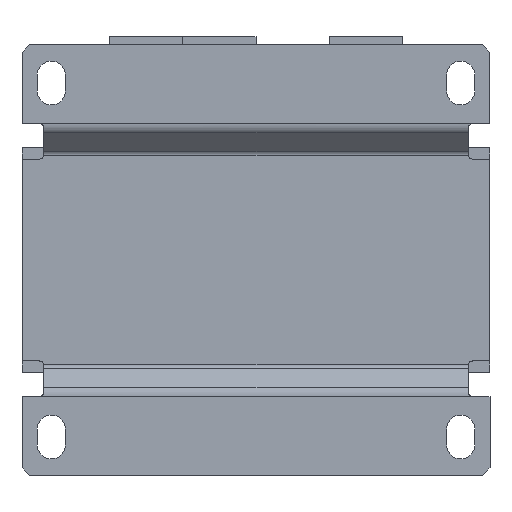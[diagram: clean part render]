
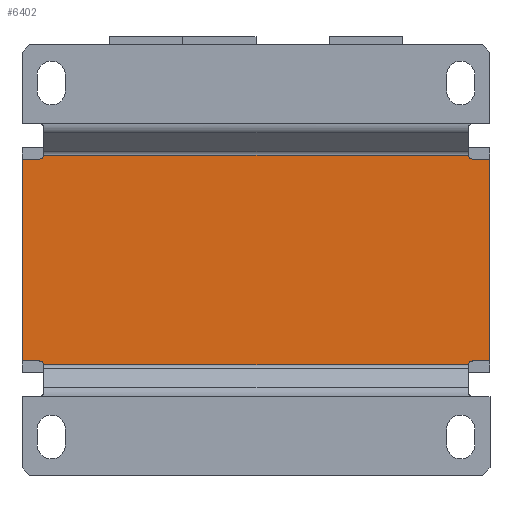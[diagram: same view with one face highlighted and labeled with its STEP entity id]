
A CAD part, front view. The second image highlights one B-rep face of the part: STEP entity #6402.
In plain terms, the highlighted planar face has unit normal (0, -1, 0).
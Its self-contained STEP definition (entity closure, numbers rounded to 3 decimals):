
#40 = CARTESIAN_POINT ( 'NONE',  ( 44.5, -41.5, -21.7 ) ) ;
#124 = CARTESIAN_POINT ( 'NONE',  ( -44.5, -41.5, 20.7 ) ) ;
#187 = DIRECTION ( 'NONE',  ( -1., 0., 0. ) ) ;
#347 = CARTESIAN_POINT ( 'NONE',  ( 48., -41.5, 44.15 ) ) ;
#416 = ORIENTED_EDGE ( 'NONE', *, *, #5190, .T. ) ;
#441 = DIRECTION ( 'NONE',  ( 0., 0., 1. ) ) ;
#538 = DIRECTION ( 'NONE',  ( 1., 0., 0. ) ) ;
#559 = VERTEX_POINT ( 'NONE', #124 ) ;
#570 = DIRECTION ( 'NONE',  ( 1., 0., 0. ) ) ;
#616 = VERTEX_POINT ( 'NONE', #1665 ) ;
#866 = DIRECTION ( 'NONE',  ( 1., 0., 0. ) ) ;
#872 = VECTOR ( 'NONE', #6430, 1000. ) ;
#932 = LINE ( 'NONE', #347, #4864 ) ;
#997 = EDGE_CURVE ( 'Defeature ausgef�hrt2_80+Defeature ausgef�hrt2_124+Defeature ausgef�hrt2_98+Defeature ausgef�hrt2_115', #6131, #559, #2414, .T. ) ;
#1075 = VERTEX_POINT ( 'NONE', #5669 ) ;
#1084 = CARTESIAN_POINT ( 'NONE',  ( 0., -41.5, -20.7 ) ) ;
#1096 = AXIS2_PLACEMENT_3D ( 'NONE', #2033, #3596, #538 ) ;
#1212 = VERTEX_POINT ( 'NONE', #3261 ) ;
#1224 = CARTESIAN_POINT ( 'NONE',  ( -48., -41.5, 20.7 ) ) ;
#1283 = CARTESIAN_POINT ( 'NONE',  ( 48., -41.5, -20.7 ) ) ;
#1299 = EDGE_CURVE ( 'Defeature ausgef�hrt2_80+Defeature ausgef�hrt2_98+Defeature ausgef�hrt2_129+Defeature ausgef�hrt2_124', #3424, #6131, #3271, .T. ) ;
#1627 = EDGE_CURVE ( 'Defeature ausgef�hrt2_120+Defeature ausgef�hrt2_80+Defeature ausgef�hrt2_82+Defeature ausgef�hrt2_127', #6583, #4146, #6141, .T. ) ;
#1665 = CARTESIAN_POINT ( 'NONE',  ( 43.528, -41.5, -21.464 ) ) ;
#1714 = CARTESIAN_POINT ( 'NONE',  ( 44.5, -41.5, -20.7 ) ) ;
#1717 = VECTOR ( 'NONE', #3117, 1000. ) ;
#1732 = DIRECTION ( 'NONE',  ( 0., 1., 0. ) ) ;
#1943 = ORIENTED_EDGE ( 'NONE', *, *, #4903, .F. ) ;
#2033 = CARTESIAN_POINT ( 'NONE',  ( 44.5, -41.5, 21.7 ) ) ;
#2051 = CARTESIAN_POINT ( 'NONE',  ( -44.5, -41.5, -20.7 ) ) ;
#2068 = LINE ( 'NONE', #5433, #3267 ) ;
#2105 = AXIS2_PLACEMENT_3D ( 'NONE', #2189, #1732, #2237 ) ;
#2146 = CARTESIAN_POINT ( 'NONE',  ( 43.528, -41.5, 21.464 ) ) ;
#2165 = EDGE_CURVE ( 'Defeature ausgef�hrt2_80+Defeature ausgef�hrt2_118+Defeature ausgef�hrt2_95+Defeature ausgef�hrt2_126', #3656, #4846, #6601, .T. ) ;
#2189 = CARTESIAN_POINT ( 'NONE',  ( -44.5, -41.5, -21.7 ) ) ;
#2237 = DIRECTION ( 'NONE',  ( 1., 0., 0. ) ) ;
#2402 = ORIENTED_EDGE ( 'NONE', *, *, #1299, .T. ) ;
#2410 = VECTOR ( 'NONE', #441, 1000. ) ;
#2414 = CIRCLE ( 'NONE', #5466, 1. ) ;
#2472 = VECTOR ( 'NONE', #5538, 1000. ) ;
#2648 = VECTOR ( 'NONE', #187, 1000. ) ;
#2775 = LINE ( 'NONE', #3474, #2472 ) ;
#2875 = CARTESIAN_POINT ( 'NONE',  ( 0., -41.5, -20.7 ) ) ;
#3117 = DIRECTION ( 'NONE',  ( 1., 0., 0. ) ) ;
#3261 = CARTESIAN_POINT ( 'NONE',  ( -43.528, -41.5, -21.464 ) ) ;
#3267 = VECTOR ( 'NONE', #866, 1000. ) ;
#3271 = LINE ( 'NONE', #4266, #4074 ) ;
#3333 = DIRECTION ( 'NONE',  ( 0., 0., -1. ) ) ;
#3416 = CARTESIAN_POINT ( 'NONE',  ( -43.528, -41.5, 21.464 ) ) ;
#3424 = VERTEX_POINT ( 'NONE', #2146 ) ;
#3474 = CARTESIAN_POINT ( 'NONE',  ( 0., -41.5, -21.464 ) ) ;
#3509 = DIRECTION ( 'NONE',  ( 1., 0., 0. ) ) ;
#3540 = LINE ( 'NONE', #3797, #2648 ) ;
#3596 = DIRECTION ( 'NONE',  ( 0., 1., 0. ) ) ;
#3624 = DIRECTION ( 'NONE',  ( 0., 1., 0. ) ) ;
#3636 = PLANE ( 'NONE',  #4866 ) ;
#3656 = VERTEX_POINT ( 'NONE', #6375 ) ;
#3663 = EDGE_CURVE ( 'Defeature ausgef�hrt2_80+Defeature ausgef�hrt2_112+Defeature ausgef�hrt2_82+Defeature ausgef�hrt2_129', #6159, #1075, #3540, .T. ) ;
#3740 = ORIENTED_EDGE ( 'NONE', *, *, #5475, .F. ) ;
#3759 = VERTEX_POINT ( 'NONE', #1224 ) ;
#3797 = CARTESIAN_POINT ( 'NONE',  ( 0., -41.5, 20.7 ) ) ;
#3982 = DIRECTION ( 'NONE',  ( 0., 1., 0. ) ) ;
#4074 = VECTOR ( 'NONE', #5322, 1000. ) ;
#4146 = VERTEX_POINT ( 'NONE', #1714 ) ;
#4266 = CARTESIAN_POINT ( 'NONE',  ( 0., -41.5, 21.464 ) ) ;
#4457 = CARTESIAN_POINT ( 'NONE',  ( 48., -41.5, 20.7 ) ) ;
#4521 = ORIENTED_EDGE ( 'NONE', *, *, #1627, .F. ) ;
#4557 = CARTESIAN_POINT ( 'NONE',  ( -48., -41.5, 44.15 ) ) ;
#4658 = EDGE_CURVE ( 'Defeature ausgef�hrt2_95+Defeature ausgef�hrt2_80+Defeature ausgef�hrt2_118+Defeature ausgef�hrt2_115', #3656, #3759, #4885, .T. ) ;
#4697 = CARTESIAN_POINT ( 'NONE',  ( 0., -41.5, 0. ) ) ;
#4771 = EDGE_LOOP ( 'NONE', ( #4521, #5380, #5242, #6061, #2402, #6091, #1943, #5272, #6114, #5491, #3740, #416 ) ) ;
#4846 = VERTEX_POINT ( 'NONE', #2051 ) ;
#4864 = VECTOR ( 'NONE', #3333, 1000. ) ;
#4866 = AXIS2_PLACEMENT_3D ( 'NONE', #4697, #5210, #5230 ) ;
#4885 = LINE ( 'NONE', #4557, #2410 ) ;
#4903 = EDGE_CURVE ( 'Defeature ausgef�hrt2_115+Defeature ausgef�hrt2_80+Defeature ausgef�hrt2_95+Defeature ausgef�hrt2_124', #3759, #559, #2068, .T. ) ;
#5108 = CIRCLE ( 'NONE', #2105, 1. ) ;
#5190 = EDGE_CURVE ( 'Defeature ausgef�hrt2_80+Defeature ausgef�hrt2_127+Defeature ausgef�hrt2_83+Defeature ausgef�hrt2_120', #616, #4146, #6068, .T. ) ;
#5210 = DIRECTION ( 'NONE',  ( 0., 1., 0. ) ) ;
#5230 = DIRECTION ( 'NONE',  ( 1., 0., 0. ) ) ;
#5242 = ORIENTED_EDGE ( 'NONE', *, *, #3663, .T. ) ;
#5272 = ORIENTED_EDGE ( 'NONE', *, *, #4658, .F. ) ;
#5275 = EDGE_CURVE ( 'Defeature ausgef�hrt2_80+Defeature ausgef�hrt2_126+Defeature ausgef�hrt2_118+Defeature ausgef�hrt2_83', #4846, #1212, #5108, .T. ) ;
#5322 = DIRECTION ( 'NONE',  ( -1., 0., 0. ) ) ;
#5380 = ORIENTED_EDGE ( 'NONE', *, *, #5393, .F. ) ;
#5393 = EDGE_CURVE ( 'Defeature ausgef�hrt2_82+Defeature ausgef�hrt2_80+Defeature ausgef�hrt2_112+Defeature ausgef�hrt2_120', #6159, #6583, #932, .T. ) ;
#5433 = CARTESIAN_POINT ( 'NONE',  ( 0., -41.5, 20.7 ) ) ;
#5466 = AXIS2_PLACEMENT_3D ( 'NONE', #5984, #3982, #3509 ) ;
#5475 = EDGE_CURVE ( 'Defeature ausgef�hrt2_83+Defeature ausgef�hrt2_80+Defeature ausgef�hrt2_127+Defeature ausgef�hrt2_126', #616, #1212, #2775, .T. ) ;
#5491 = ORIENTED_EDGE ( 'NONE', *, *, #5275, .T. ) ;
#5538 = DIRECTION ( 'NONE',  ( -1., 0., 0. ) ) ;
#5585 = CIRCLE ( 'NONE', #1096, 1. ) ;
#5669 = CARTESIAN_POINT ( 'NONE',  ( 44.5, -41.5, 20.7 ) ) ;
#5687 = EDGE_CURVE ( 'Defeature ausgef�hrt2_80+Defeature ausgef�hrt2_129+Defeature ausgef�hrt2_112+Defeature ausgef�hrt2_98', #1075, #3424, #5585, .T. ) ;
#5984 = CARTESIAN_POINT ( 'NONE',  ( -44.5, -41.5, 21.7 ) ) ;
#6013 = AXIS2_PLACEMENT_3D ( 'NONE', #40, #3624, #570 ) ;
#6061 = ORIENTED_EDGE ( 'NONE', *, *, #5687, .T. ) ;
#6068 = CIRCLE ( 'NONE', #6013, 1. ) ;
#6091 = ORIENTED_EDGE ( 'NONE', *, *, #997, .T. ) ;
#6114 = ORIENTED_EDGE ( 'NONE', *, *, #2165, .T. ) ;
#6131 = VERTEX_POINT ( 'NONE', #3416 ) ;
#6141 = LINE ( 'NONE', #2875, #872 ) ;
#6159 = VERTEX_POINT ( 'NONE', #4457 ) ;
#6345 = FACE_OUTER_BOUND ( 'NONE', #4771, .T. ) ;
#6375 = CARTESIAN_POINT ( 'NONE',  ( -48., -41.5, -20.7 ) ) ;
#6402 = ADVANCED_FACE ( 'Defeature ausgef�hrt2_80', ( #6345 ), #3636, .F. ) ;
#6430 = DIRECTION ( 'NONE',  ( -1., 0., 0. ) ) ;
#6583 = VERTEX_POINT ( 'NONE', #1283 ) ;
#6601 = LINE ( 'NONE', #1084, #1717 ) ;
